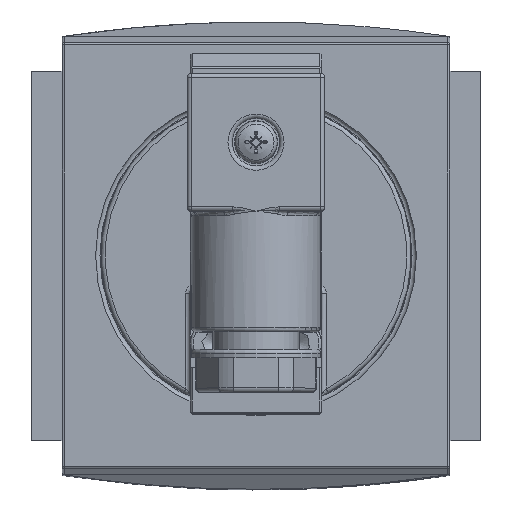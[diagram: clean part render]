
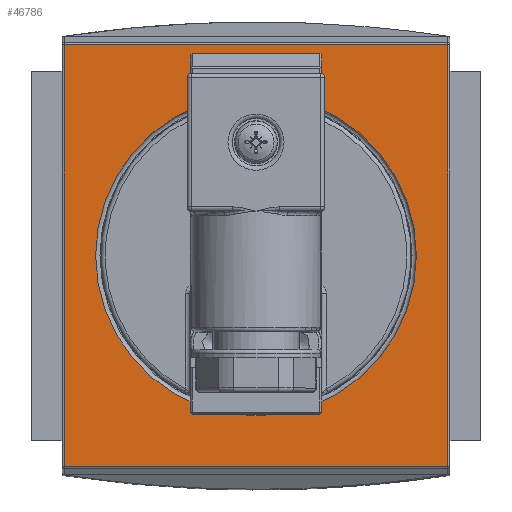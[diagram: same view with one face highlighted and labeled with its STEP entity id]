
A CAD part, top view. The second image highlights one B-rep face of the part: STEP entity #46786.
In plain terms, the highlighted planar face has unit normal (0, 0, 1).
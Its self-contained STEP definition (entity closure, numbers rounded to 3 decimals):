
#46590=CARTESIAN_POINT('',(-22.25,-24.458,34.));
#46591=VERTEX_POINT('',#46590);
#46599=CARTESIAN_POINT('',(-22.25,24.431,34.));
#46600=VERTEX_POINT('',#46599);
#46601=CARTESIAN_POINT('',(-22.25,-24.458,34.));
#46602=DIRECTION('',(0.0,1.0,0.0));
#46603=VECTOR('',#46602,48.889);
#46604=LINE('',#46601,#46603);
#46605=EDGE_CURVE('',#46591,#46600,#46604,.T.);
#46733=CARTESIAN_POINT('',(22.25,24.431,34.0));
#46734=VERTEX_POINT('',#46733);
#46735=CARTESIAN_POINT('',(-22.25,24.431,34.));
#46736=DIRECTION('',(1.0,0.0,0.0));
#46737=VECTOR('',#46736,44.5);
#46738=LINE('',#46735,#46737);
#46739=EDGE_CURVE('',#46600,#46734,#46738,.T.);
#46752=CARTESIAN_POINT('',(0.,0.,34.0));
#46753=DIRECTION('',(0.0,0.0,-1.0));
#46754=DIRECTION('',(-1.0,0.0,0.0));
#46755=AXIS2_PLACEMENT_3D('',#46752,#46753,#46754);
#46756=PLANE('',#46755);
#46757=ORIENTED_EDGE('',*,*,#46605,.F.);
#46758=CARTESIAN_POINT('',(22.25,-24.458,34.0));
#46759=VERTEX_POINT('',#46758);
#46760=CARTESIAN_POINT('',(22.25,-24.458,34.));
#46761=DIRECTION('',(-1.0,0.0,0.0));
#46762=VECTOR('',#46761,44.5);
#46763=LINE('',#46760,#46762);
#46764=EDGE_CURVE('',#46759,#46591,#46763,.T.);
#46765=ORIENTED_EDGE('',*,*,#46764,.F.);
#46766=CARTESIAN_POINT('',(22.25,24.431,34.0));
#46767=DIRECTION('',(0.0,-1.0,0.0));
#46768=VECTOR('',#46767,48.889);
#46769=LINE('',#46766,#46768);
#46770=EDGE_CURVE('',#46734,#46759,#46769,.T.);
#46771=ORIENTED_EDGE('',*,*,#46770,.F.);
#46772=ORIENTED_EDGE('',*,*,#46739,.F.);
#46773=EDGE_LOOP('',(#46757,#46765,#46771,#46772));
#46774=FACE_OUTER_BOUND('',#46773,.T.);
#46775=CARTESIAN_POINT('',(0.,18.6,34.0));
#46776=VERTEX_POINT('',#46775);
#46777=CARTESIAN_POINT('',(0.,0.,34.0));
#46778=DIRECTION('',(0.0,0.0,-1.0));
#46779=DIRECTION('',(0.0,-1.0,0.0));
#46780=AXIS2_PLACEMENT_3D('',#46777,#46778,#46779);
#46781=CIRCLE('',#46780,18.6);
#46782=EDGE_CURVE('',#46776,#46776,#46781,.T.);
#46783=ORIENTED_EDGE('',*,*,#46782,.T.);
#46784=EDGE_LOOP('',(#46783));
#46785=FACE_BOUND('',#46784,.T.);
#46786=ADVANCED_FACE('',(#46774,#46785),#46756,.F.);
